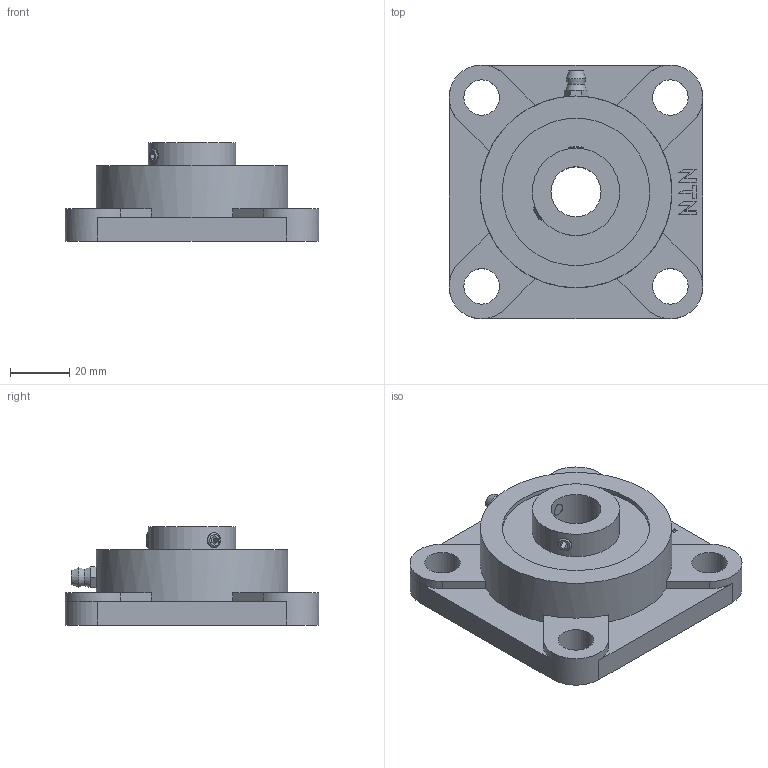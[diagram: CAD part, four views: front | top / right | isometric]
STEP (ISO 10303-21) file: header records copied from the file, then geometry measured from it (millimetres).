
FILE_DESCRIPTION(/* description */ ('Standard-'),/* implementation_level */ '2;1');
FILE_NAME(/* name */ 'UCF203.stp',/* time_stamp */ '2023-01-26T22:24:59+09:00',/* author */ ('enomKR'),/* organization */ ('NTN'),/* preprocessor_version */ 'ST-DEVELOPER v18.1',/* originating_system */ 'Autodesk Inventor 2022',/* authorisation */ '');
FILE_SCHEMA (('AUTOMOTIVE_DESIGN { 1 0 10303 214 3 1 1 }'));
Length unit declared in the file: millimetre
Products named in the file (3): UCF203D1(17,D1); UCF203D1 Housing; GA-1/4-28UNFGNUCF
Assembly tree (2 placements, depth 2):
  UCF203D1(17,D1)
    UCF203D1 Housing
    GA-1/4-28UNFGNUCF
Bounding box: 86 x 86 x 33.3 mm (x, y, z)
Volume: 92180.4 mm3; surface area: 26741.6 mm2
Topology: 2 solids, 2 shells, 126 faces, 308 edges, 200 vertices
Faces by surface type: plane 95, cylinder 26, cone 5
Full cylindrical faces by diameter (mm): 5 x2, 12 x4, 17 x1, 29.6 x2, 50 x2, 65 x1
Entity records: 3930 total; most frequent: CARTESIAN_POINT 775, DIRECTION 634, ORIENTED_EDGE 616, EDGE_CURVE 308, LINE 228, VECTOR 228, AXIS2_PLACEMENT_3D 203, VERTEX_POINT 200
